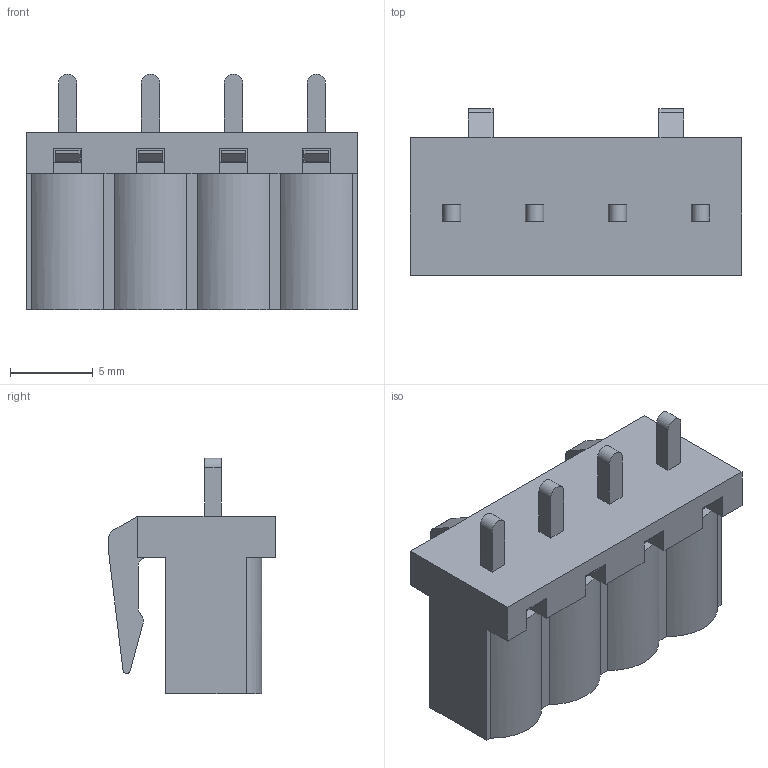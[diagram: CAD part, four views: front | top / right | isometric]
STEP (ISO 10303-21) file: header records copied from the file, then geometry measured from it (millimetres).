
FILE_DESCRIPTION(/* description */ ('Unknown'),/* implementation_level */ '2;1');
FILE_NAME(/* name */ 'MF101-50004..V-20230306',/* time_stamp */ '2023-03-27T13:43:31+08:00',/* author */ ('Unknown'),/* organization */ ('Unknown'),/* preprocessor_version */ 'ST-DEVELOPER v16.7',/* originating_system */ 'DEX',/* authorisation */ $);
FILE_SCHEMA (('AUTOMOTIVE_DESIGN {1 0 10303 214 3 1 1}'));
Length unit declared in the file: millimetre
Products named in the file (1): MF101-50004..V-20230306
Bounding box: 20 x 10.05 x 14.2 mm (x, y, z)
Volume: 1221.4 mm3; surface area: 1223.7 mm2
Topology: 1 solids, 1 shells, 214 faces, 556 edges, 364 vertices
Faces by surface type: plane 178, cylinder 32, cone 4
Full cylindrical faces by diameter (mm): 1.55 x4, 3 x4
Entity records: 6422 total; most frequent: CARTESIAN_POINT 1123, ORIENTED_EDGE 1088, DIRECTION 1046, EDGE_CURVE 544, LINE 472, VECTOR 472, VERTEX_POINT 364, AXIS2_PLACEMENT_3D 287
